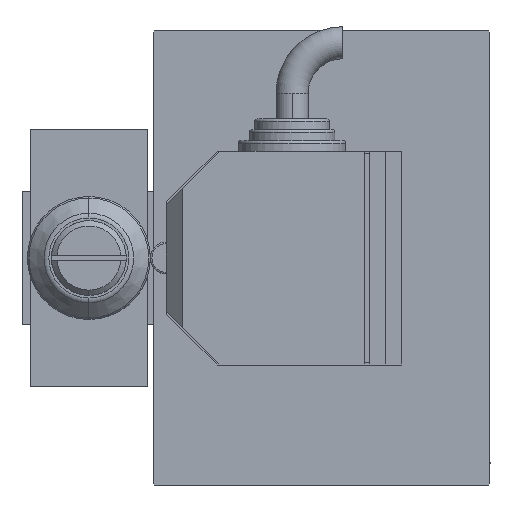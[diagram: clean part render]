
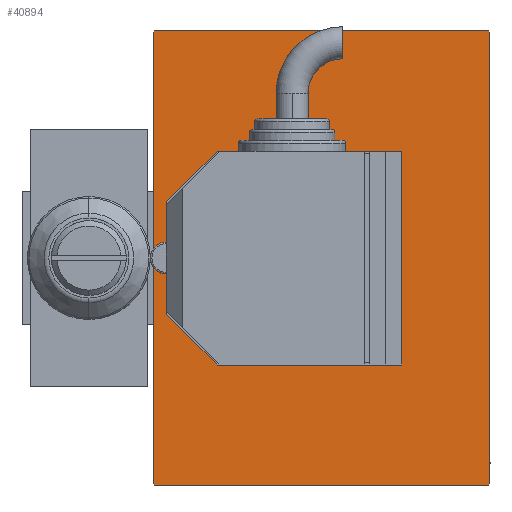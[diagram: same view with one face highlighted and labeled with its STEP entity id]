
A CAD part, left-side view. The second image highlights one B-rep face of the part: STEP entity #40894.
In plain terms, the highlighted face is planar.
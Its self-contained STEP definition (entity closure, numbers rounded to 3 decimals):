
#288 = EDGE_CURVE ( 'NONE', #16980, #28927, #11319, .T. ) ;
#1551 = VERTEX_POINT ( 'NONE', #47984 ) ;
#2941 = LINE ( 'NONE', #18077, #8149 ) ;
#3066 = VERTEX_POINT ( 'NONE', #47034 ) ;
#3380 = DIRECTION ( 'NONE',  ( 0., 0.707, -0.707 ) ) ;
#3897 = VECTOR ( 'NONE', #48161, 1000. ) ;
#4951 = DIRECTION ( 'NONE',  ( 1., 0., 0. ) ) ;
#5949 = ORIENTED_EDGE ( 'NONE', *, *, #13347, .T. ) ;
#6028 = CARTESIAN_POINT ( 'NONE',  ( 88., -31.5, 42.2 ) ) ;
#6196 = EDGE_CURVE ( 'NONE', #19364, #1551, #2941, .T. ) ;
#6862 = ORIENTED_EDGE ( 'NONE', *, *, #9930, .T. ) ;
#7020 = EDGE_LOOP ( 'NONE', ( #42326, #6862, #5949, #16227, #10561, #10338, #27945, #48933 ) ) ;
#7184 = CARTESIAN_POINT ( 'NONE',  ( 88., -36.85, 36.85 ) ) ;
#7504 = CARTESIAN_POINT ( 'NONE',  ( 88., 31.5, -42.2 ) ) ;
#7642 = VECTOR ( 'NONE', #22317, 1000. ) ;
#8149 = VECTOR ( 'NONE', #32489, 1000. ) ;
#9118 = CARTESIAN_POINT ( 'NONE',  ( 88., -31.5, -42.5 ) ) ;
#9760 = LINE ( 'NONE', #40291, #47247 ) ;
#9785 = VERTEX_POINT ( 'NONE', #29144 ) ;
#9851 = DIRECTION ( 'NONE',  ( 0., 1., 0. ) ) ;
#9930 = EDGE_CURVE ( 'NONE', #9785, #13503, #25901, .T. ) ;
#10338 = ORIENTED_EDGE ( 'NONE', *, *, #19467, .T. ) ;
#10561 = ORIENTED_EDGE ( 'NONE', *, *, #28527, .T. ) ;
#11319 = LINE ( 'NONE', #38120, #46118 ) ;
#13143 = PLANE ( 'NONE',  #47808 ) ;
#13347 = EDGE_CURVE ( 'NONE', #13503, #19364, #9760, .T. ) ;
#13503 = VERTEX_POINT ( 'NONE', #7504 ) ;
#13906 = LINE ( 'NONE', #36487, #3897 ) ;
#14589 = CARTESIAN_POINT ( 'NONE',  ( 88., 31.5, 42.5 ) ) ;
#14828 = DIRECTION ( 'NONE',  ( 0., -1., 0. ) ) ;
#16227 = ORIENTED_EDGE ( 'NONE', *, *, #6196, .T. ) ;
#16377 = CARTESIAN_POINT ( 'NONE',  ( 88., 0., 0. ) ) ;
#16980 = VERTEX_POINT ( 'NONE', #48989 ) ;
#18077 = CARTESIAN_POINT ( 'NONE',  ( 88., 36.85, 36.85 ) ) ;
#18129 = CARTESIAN_POINT ( 'NONE',  ( 88., -31.2, -42.5 ) ) ;
#18463 = DIRECTION ( 'NONE',  ( 0., 0.707, 0.707 ) ) ;
#19364 = VERTEX_POINT ( 'NONE', #33501 ) ;
#19467 = EDGE_CURVE ( 'NONE', #3066, #32023, #26283, .T. ) ;
#22317 = DIRECTION ( 'NONE',  ( 0., -0.707, -0.707 ) ) ;
#25901 = LINE ( 'NONE', #41798, #44761 ) ;
#26283 = LINE ( 'NONE', #7184, #7642 ) ;
#26549 = EDGE_CURVE ( 'NONE', #32023, #16980, #13906, .T. ) ;
#27531 = FACE_OUTER_BOUND ( 'NONE', #7020, .T. ) ;
#27945 = ORIENTED_EDGE ( 'NONE', *, *, #26549, .T. ) ;
#28527 = EDGE_CURVE ( 'NONE', #1551, #3066, #48607, .T. ) ;
#28927 = VERTEX_POINT ( 'NONE', #18129 ) ;
#29144 = CARTESIAN_POINT ( 'NONE',  ( 88., 31.2, -42.5 ) ) ;
#32023 = VERTEX_POINT ( 'NONE', #6028 ) ;
#32489 = DIRECTION ( 'NONE',  ( 0., -0.707, 0.707 ) ) ;
#33501 = CARTESIAN_POINT ( 'NONE',  ( 88., 31.5, 42.2 ) ) ;
#35608 = VECTOR ( 'NONE', #14828, 1000. ) ;
#36487 = CARTESIAN_POINT ( 'NONE',  ( 88., -31.5, 42.5 ) ) ;
#38120 = CARTESIAN_POINT ( 'NONE',  ( 88., -36.85, -36.85 ) ) ;
#39640 = LINE ( 'NONE', #9118, #41563 ) ;
#40291 = CARTESIAN_POINT ( 'NONE',  ( 88., 31.5, -42.5 ) ) ;
#40531 = DIRECTION ( 'NONE',  ( 0., 0., 1. ) ) ;
#40894 = ADVANCED_FACE ( 'NONE', ( #27531 ), #13143, .T. ) ;
#41563 = VECTOR ( 'NONE', #9851, 1000. ) ;
#41798 = CARTESIAN_POINT ( 'NONE',  ( 88., 36.85, -36.85 ) ) ;
#42326 = ORIENTED_EDGE ( 'NONE', *, *, #43446, .T. ) ;
#43446 = EDGE_CURVE ( 'NONE', #28927, #9785, #39640, .T. ) ;
#44761 = VECTOR ( 'NONE', #18463, 1000. ) ;
#46118 = VECTOR ( 'NONE', #3380, 1000. ) ;
#46920 = DIRECTION ( 'NONE',  ( 0., 0., -1. ) ) ;
#47034 = CARTESIAN_POINT ( 'NONE',  ( 88., -31.2, 42.5 ) ) ;
#47247 = VECTOR ( 'NONE', #40531, 1000. ) ;
#47808 = AXIS2_PLACEMENT_3D ( 'NONE', #16377, #4951, #46920 ) ;
#47984 = CARTESIAN_POINT ( 'NONE',  ( 88., 31.2, 42.5 ) ) ;
#48161 = DIRECTION ( 'NONE',  ( 0., 0., -1. ) ) ;
#48607 = LINE ( 'NONE', #14589, #35608 ) ;
#48933 = ORIENTED_EDGE ( 'NONE', *, *, #288, .T. ) ;
#48989 = CARTESIAN_POINT ( 'NONE',  ( 88., -31.5, -42.2 ) ) ;
